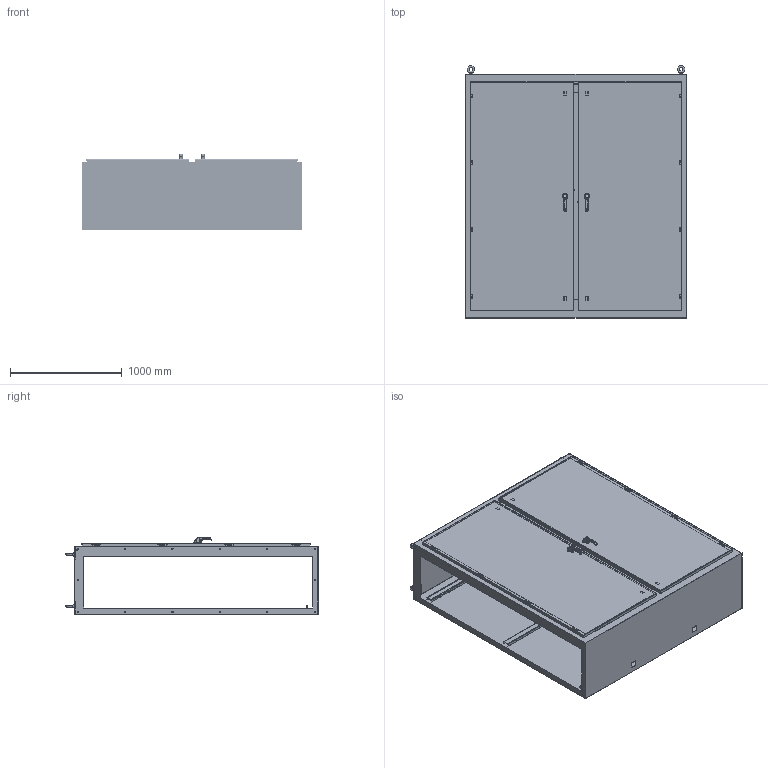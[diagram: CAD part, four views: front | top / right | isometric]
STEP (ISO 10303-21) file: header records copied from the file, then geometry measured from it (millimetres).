
FILE_DESCRIPTION (( 'STEP AP214' ), '1' );
FILE_NAME ('SCE-N86C7824.STEP', '2024-06-18T13:49:13', ( '' ), ( '' ), 'SwSTEP 2.0', 'SolidWorks 2023', '' );
FILE_SCHEMA (( 'AUTOMOTIVE_DESIGN' ));
Length unit declared in the file: inch
Products named in the file (1): SCE-N86C7824
Bounding box: 1974.85 x 2259.18 x 686.97 mm (x, y, z)
Volume: 36659751.9 mm3; surface area: 27433682.5 mm2
Topology: 46 solids, 56 shells, 7280 faces, 18752 edges, 11592 vertices
Faces by surface type: plane 2956, cylinder 2468, bspline 1466, cone 230, torus 160
Full cylindrical faces by diameter (mm): 1.016 x8, 3.978 x8, 4.191 x1, 4.278 x1, 4.318 x40, 4.978 x32, 5.016 x4, 5.207 x16, 5.232 x16, 5.537 x8, 6.096 x16, 6.198 x16, 6.35 x16, 9.525 x20, 10.323 x16, 11.112 x20, 11.113 x4, 15.24 x4, 16 x2, 22 x2, 29.8 x4
Entity records: 353460 total; most frequent: CARTESIAN_POINT 190196, ORIENTED_EDGE 35962, DIRECTION 30431, EDGE_CURVE 17981, VERTEX_POINT 11380, AXIS2_PLACEMENT_3D 10904, LINE 8623, VECTOR 8623
